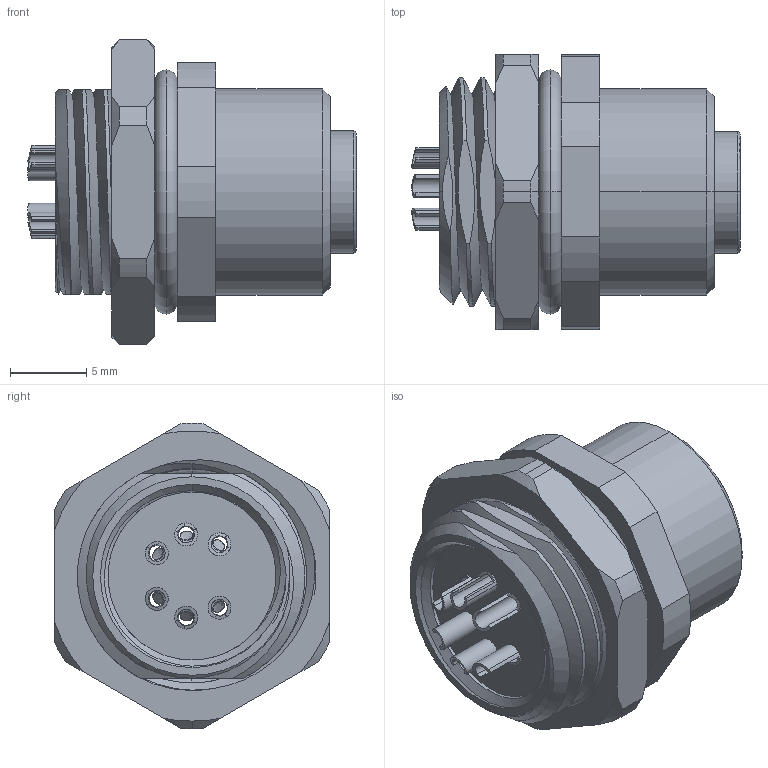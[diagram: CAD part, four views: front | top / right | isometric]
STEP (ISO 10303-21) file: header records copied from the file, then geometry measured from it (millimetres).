
FILE_DESCRIPTION (( 'STEP AP203' ), '1' );
FILE_NAME ('54-00183.STEP', '2023-04-18T16:16:02', ( '' ), ( '' ), 'SwSTEP 2.0', 'SolidWorks 2021', '' );
FILE_SCHEMA (( 'CONFIG_CONTROL_DESIGN' ));
Length unit declared in the file: millimetre
Products named in the file (7): 54-00183; 54-00183-02___; 54-00183-04___; 54-00183-06___; 54-00183-03___; 54-00183-05___; 54-00183-01___
Assembly tree (11 placements, depth 2):
  54-00183
    54-00183-01___
    54-00183-02___
    54-00183-03___  x6
    54-00183-06___
    54-00183-05___
    54-00183-04___
Bounding box: 21.5 x 18 x 20 mm (x, y, z)
Volume: 2645.7 mm3; surface area: 5993.5 mm2
Topology: 11 solids, 11 shells, 717 faces, 1851 edges, 1175 vertices
Faces by surface type: cylinder 257, plane 209, torus 119, cone 87, bspline 45
Entity records: 13787 total; most frequent: CARTESIAN_POINT 6103, ORIENTED_EDGE 1532, DIRECTION 1350, EDGE_CURVE 766, AXIS2_PLACEMENT_3D 543, VERTEX_POINT 495, EDGE_LOOP 325, ADVANCED_FACE 292
